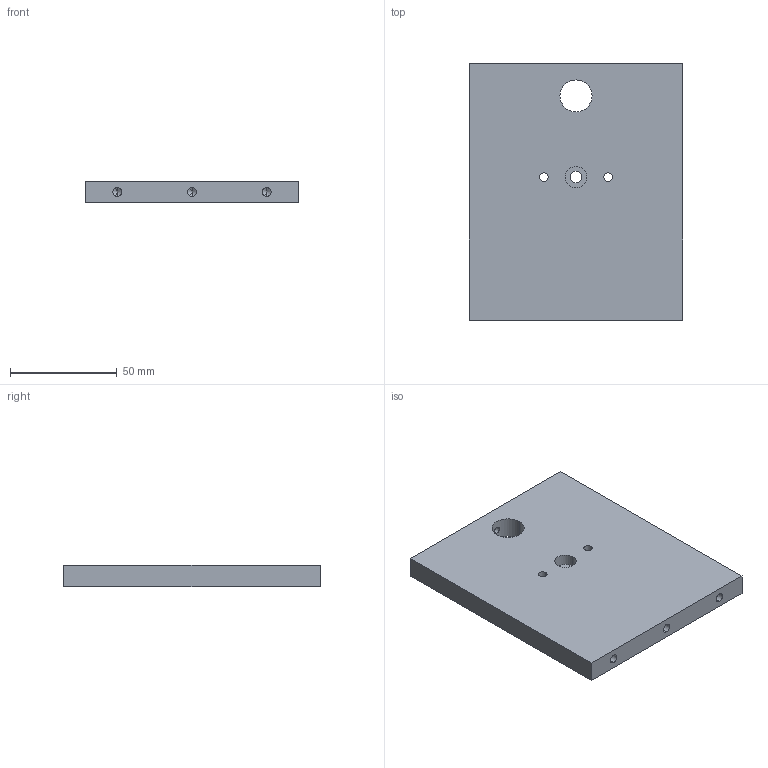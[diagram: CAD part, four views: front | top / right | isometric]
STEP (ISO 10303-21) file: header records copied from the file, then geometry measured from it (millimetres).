
FILE_DESCRIPTION (( 'STEP AP203' ), '1' );
FILE_NAME ('30-YS-0007-00.STEP', '2022-03-22T08:14:00', ( '' ), ( '' ), 'SwSTEP 2.0', 'SolidWorks 2020', '' );
FILE_SCHEMA (( 'CONFIG_CONTROL_DESIGN' ));
Length unit declared in the file: millimetre
Products named in the file (1): 30-YS-0007-00
Bounding box: 100 x 120 x 10 mm (x, y, z)
Volume: 116784.2 mm3; surface area: 29543.1 mm2
Topology: 1 solids, 1 shells, 31 faces, 78 edges, 47 vertices
Faces by surface type: cylinder 18, plane 7, cone 6
Entity records: 1041 total; most frequent: CARTESIAN_POINT 203, DIRECTION 168, ORIENTED_EDGE 144, EDGE_CURVE 72, AXIS2_PLACEMENT_3D 66, VERTEX_POINT 47, EDGE_LOOP 45, LINE 36
